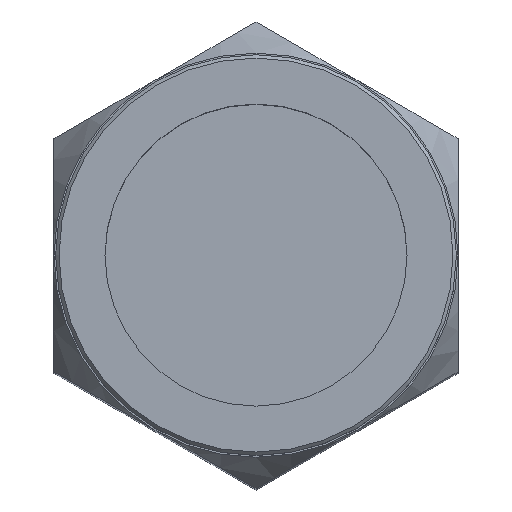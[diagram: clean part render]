
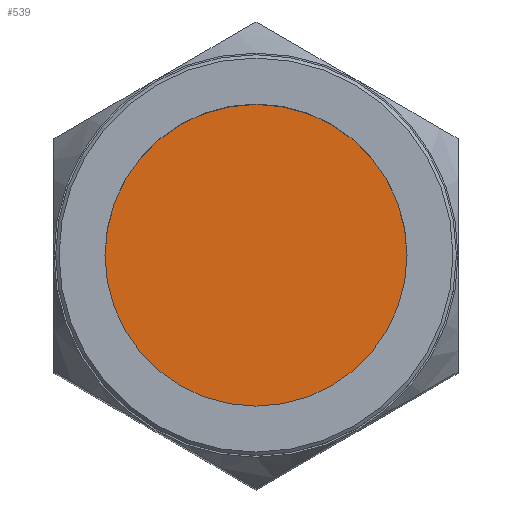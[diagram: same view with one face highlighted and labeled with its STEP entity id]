
A CAD part, top view. The second image highlights one B-rep face of the part: STEP entity #539.
In plain terms, the highlighted planar face has unit normal (0, 0, 1).
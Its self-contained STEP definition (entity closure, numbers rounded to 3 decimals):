
#72=ORIENTED_EDGE('',*,*,#170,.T.);
#170=EDGE_CURVE('',#219,#219,#250,.T.);
#219=VERTEX_POINT('',#720);
#250=CIRCLE('',#572,22.423);
#269=EDGE_LOOP('',(#72));
#303=FACE_BOUND('',#269,.T.);
#337=PLANE('',#571);
#539=ADVANCED_FACE('',(#303),#337,.T.);
#571=AXIS2_PLACEMENT_3D('',#718,#619,#620);
#572=AXIS2_PLACEMENT_3D('',#719,#621,#622);
#619=DIRECTION('',(0.,0.,1.));
#620=DIRECTION('',(1.,0.,0.));
#621=DIRECTION('',(0.,0.,1.));
#622=DIRECTION('',(1.,0.,0.));
#718=CARTESIAN_POINT('',(0.,0.,113.));
#719=CARTESIAN_POINT('',(0.,0.,113.));
#720=CARTESIAN_POINT('',(22.423,0.,113.));
